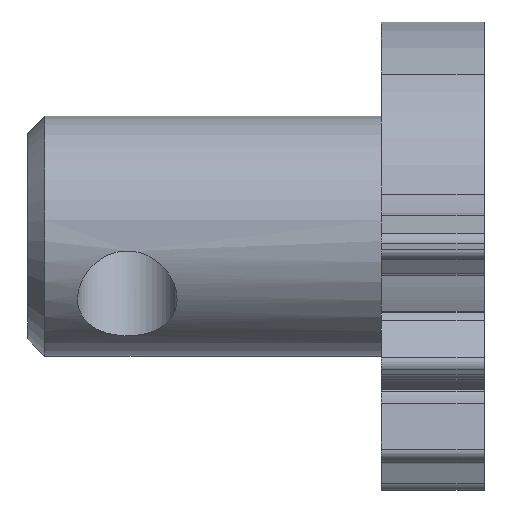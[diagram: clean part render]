
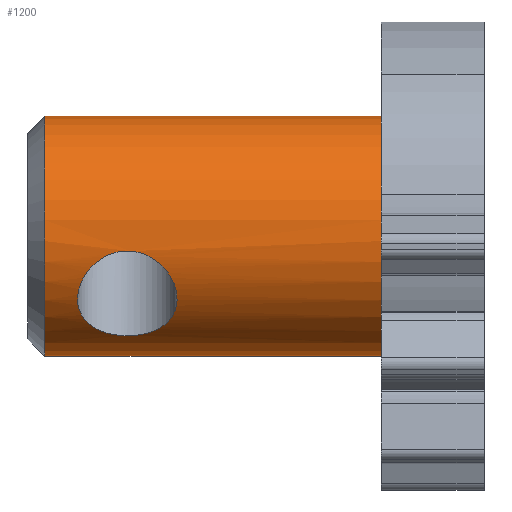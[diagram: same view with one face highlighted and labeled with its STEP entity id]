
A CAD part, top view. The second image highlights one B-rep face of the part: STEP entity #1200.
In plain terms, the highlighted cylindrical face has radius 3.5 mm (diameter 7 mm), a full revolution.
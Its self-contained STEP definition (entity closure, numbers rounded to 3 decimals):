
#47=FACE_BOUND('',#151,.T.);
#48=FACE_BOUND('',#152,.T.);
#50=B_SPLINE_CURVE_WITH_KNOTS('',3,(#1796,#1797,#1798,#1799,#1800,#1801,
#1802,#1803,#1804,#1805,#1806,#1807,#1808,#1809,#1810,#1811,#1812,#1813,
#1814,#1815,#1816,#1817,#1818,#1819,#1820,#1821,#1822,#1823,#1824,#1825,
#1826,#1827,#1828,#1829),.UNSPECIFIED.,.T.,.F.,(4,2,2,2,2,2,2,2,2,2,2,2,
2,2,2,2,4),(0.,0.055,0.111,0.166,0.221,
0.277,0.332,0.387,0.443,
0.498,0.554,0.609,0.665,
0.72,0.775,0.83,0.886),
 .UNSPECIFIED.);
#51=B_SPLINE_CURVE_WITH_KNOTS('',3,(#1831,#1832,#1833,#1834,#1835,#1836,
#1837,#1838,#1839,#1840,#1841,#1842,#1843,#1844,#1845,#1846,#1847,#1848,
#1849,#1850,#1851,#1852,#1853,#1854,#1855,#1856,#1857,#1858,#1859,#1860,
#1861,#1862,#1863,#1864),.UNSPECIFIED.,.T.,.F.,(4,2,2,2,2,2,2,2,2,2,2,2,
2,2,2,2,4),(0.,0.055,0.111,0.166,0.221,
0.277,0.332,0.387,0.443,
0.498,0.554,0.609,0.665,
0.72,0.775,0.83,0.886),
 .UNSPECIFIED.);
#52=CYLINDRICAL_SURFACE('',#1281,3.5);
#85=FACE_OUTER_BOUND('',#150,.T.);
#150=EDGE_LOOP('',(#832,#833,#834,#835));
#151=EDGE_LOOP('',(#836));
#152=EDGE_LOOP('',(#837));
#218=LINE('',#1794,#338);
#338=VECTOR('',#1419,3.5);
#457=CIRCLE('',#1279,3.5);
#459=CIRCLE('',#1282,3.5);
#520=VERTEX_POINT('',#1786);
#522=VERTEX_POINT('',#1792);
#523=VERTEX_POINT('',#1795);
#524=VERTEX_POINT('',#1830);
#643=EDGE_CURVE('',#520,#520,#457,.T.);
#646=EDGE_CURVE('',#522,#522,#459,.T.);
#647=EDGE_CURVE('',#522,#520,#218,.T.);
#648=EDGE_CURVE('',#523,#523,#50,.T.);
#649=EDGE_CURVE('',#524,#524,#51,.T.);
#832=ORIENTED_EDGE('',*,*,#646,.T.);
#833=ORIENTED_EDGE('',*,*,#647,.T.);
#834=ORIENTED_EDGE('',*,*,#643,.F.);
#835=ORIENTED_EDGE('',*,*,#647,.F.);
#836=ORIENTED_EDGE('',*,*,#648,.F.);
#837=ORIENTED_EDGE('',*,*,#649,.F.);
#1200=ADVANCED_FACE('',(#85,#47,#48),#52,.T.);
#1279=AXIS2_PLACEMENT_3D('',#1787,#1410,#1411);
#1281=AXIS2_PLACEMENT_3D('',#1791,#1415,#1416);
#1282=AXIS2_PLACEMENT_3D('',#1793,#1417,#1418);
#1410=DIRECTION('center_axis',(-1.,0.,0.));
#1411=DIRECTION('ref_axis',(0.,0.999,0.044));
#1415=DIRECTION('center_axis',(1.,0.,0.));
#1416=DIRECTION('ref_axis',(0.,0.999,0.044));
#1417=DIRECTION('center_axis',(-1.,0.,0.));
#1418=DIRECTION('ref_axis',(0.,0.999,0.044));
#1419=DIRECTION('',(-1.,0.,0.));
#1786=CARTESIAN_POINT('',(-22.5,37.126,12.532));
#1787=CARTESIAN_POINT('Origin',(-22.5,40.623,12.685));
#1791=CARTESIAN_POINT('Origin',(-20.099,40.623,12.685));
#1792=CARTESIAN_POINT('',(-12.7,37.126,12.532));
#1793=CARTESIAN_POINT('Origin',(-12.7,40.623,12.685));
#1794=CARTESIAN_POINT('',(-20.099,37.126,12.532));
#1795=CARTESIAN_POINT('',(-20.099,37.715,14.633));
#1796=CARTESIAN_POINT('Ctrl Pts',(-20.099,37.715,14.633));
#1797=CARTESIAN_POINT('Ctrl Pts',(-19.914,37.715,14.633));
#1798=CARTESIAN_POINT('Ctrl Pts',(-19.719,37.737,14.668));
#1799=CARTESIAN_POINT('Ctrl Pts',(-19.362,37.831,14.798));
#1800=CARTESIAN_POINT('Ctrl Pts',(-19.201,37.903,14.892));
#1801=CARTESIAN_POINT('Ctrl Pts',(-18.946,38.078,15.092));
#1802=CARTESIAN_POINT('Ctrl Pts',(-18.834,38.194,15.211));
#1803=CARTESIAN_POINT('Ctrl Pts',(-18.686,38.466,15.448));
#1804=CARTESIAN_POINT('Ctrl Pts',(-18.649,38.623,15.564));
#1805=CARTESIAN_POINT('Ctrl Pts',(-18.649,38.937,15.758));
#1806=CARTESIAN_POINT('Ctrl Pts',(-18.686,39.112,15.847));
#1807=CARTESIAN_POINT('Ctrl Pts',(-18.835,39.446,15.986));
#1808=CARTESIAN_POINT('Ctrl Pts',(-18.946,39.606,16.037));
#1809=CARTESIAN_POINT('Ctrl Pts',(-19.201,39.864,16.104));
#1810=CARTESIAN_POINT('Ctrl Pts',(-19.363,39.982,16.127));
#1811=CARTESIAN_POINT('Ctrl Pts',(-19.719,40.141,16.153));
#1812=CARTESIAN_POINT('Ctrl Pts',(-19.914,40.183,16.157));
#1813=CARTESIAN_POINT('Ctrl Pts',(-20.283,40.183,16.157));
#1814=CARTESIAN_POINT('Ctrl Pts',(-20.479,40.141,16.153));
#1815=CARTESIAN_POINT('Ctrl Pts',(-20.835,39.982,16.127));
#1816=CARTESIAN_POINT('Ctrl Pts',(-20.996,39.864,16.104));
#1817=CARTESIAN_POINT('Ctrl Pts',(-21.251,39.606,16.037));
#1818=CARTESIAN_POINT('Ctrl Pts',(-21.362,39.446,15.986));
#1819=CARTESIAN_POINT('Ctrl Pts',(-21.511,39.112,15.847));
#1820=CARTESIAN_POINT('Ctrl Pts',(-21.549,38.937,15.758));
#1821=CARTESIAN_POINT('Ctrl Pts',(-21.549,38.623,15.564));
#1822=CARTESIAN_POINT('Ctrl Pts',(-21.512,38.466,15.448));
#1823=CARTESIAN_POINT('Ctrl Pts',(-21.363,38.194,15.211));
#1824=CARTESIAN_POINT('Ctrl Pts',(-21.252,38.078,15.092));
#1825=CARTESIAN_POINT('Ctrl Pts',(-20.997,37.903,14.892));
#1826=CARTESIAN_POINT('Ctrl Pts',(-20.835,37.831,14.798));
#1827=CARTESIAN_POINT('Ctrl Pts',(-20.478,37.737,14.668));
#1828=CARTESIAN_POINT('Ctrl Pts',(-20.283,37.715,14.633));
#1829=CARTESIAN_POINT('Ctrl Pts',(-20.099,37.715,14.633));
#1830=CARTESIAN_POINT('',(-20.099,41.16,9.226));
#1831=CARTESIAN_POINT('Ctrl Pts',(-20.099,41.16,9.226));
#1832=CARTESIAN_POINT('Ctrl Pts',(-20.283,41.16,9.226));
#1833=CARTESIAN_POINT('Ctrl Pts',(-20.478,41.2,9.232));
#1834=CARTESIAN_POINT('Ctrl Pts',(-20.835,41.358,9.262));
#1835=CARTESIAN_POINT('Ctrl Pts',(-20.997,41.473,9.287));
#1836=CARTESIAN_POINT('Ctrl Pts',(-21.252,41.729,9.362));
#1837=CARTESIAN_POINT('Ctrl Pts',(-21.363,41.886,9.416));
#1838=CARTESIAN_POINT('Ctrl Pts',(-21.512,42.215,9.563));
#1839=CARTESIAN_POINT('Ctrl Pts',(-21.549,42.387,9.656));
#1840=CARTESIAN_POINT('Ctrl Pts',(-21.549,42.695,9.859));
#1841=CARTESIAN_POINT('Ctrl Pts',(-21.511,42.85,9.979));
#1842=CARTESIAN_POINT('Ctrl Pts',(-21.362,43.118,10.224));
#1843=CARTESIAN_POINT('Ctrl Pts',(-21.251,43.231,10.347));
#1844=CARTESIAN_POINT('Ctrl Pts',(-20.996,43.401,10.553));
#1845=CARTESIAN_POINT('Ctrl Pts',(-20.835,43.471,10.65));
#1846=CARTESIAN_POINT('Ctrl Pts',(-20.479,43.562,10.783));
#1847=CARTESIAN_POINT('Ctrl Pts',(-20.283,43.584,10.819));
#1848=CARTESIAN_POINT('Ctrl Pts',(-19.914,43.584,10.819));
#1849=CARTESIAN_POINT('Ctrl Pts',(-19.719,43.562,10.783));
#1850=CARTESIAN_POINT('Ctrl Pts',(-19.363,43.471,10.65));
#1851=CARTESIAN_POINT('Ctrl Pts',(-19.201,43.401,10.553));
#1852=CARTESIAN_POINT('Ctrl Pts',(-18.946,43.231,10.347));
#1853=CARTESIAN_POINT('Ctrl Pts',(-18.835,43.118,10.224));
#1854=CARTESIAN_POINT('Ctrl Pts',(-18.686,42.85,9.979));
#1855=CARTESIAN_POINT('Ctrl Pts',(-18.649,42.695,9.859));
#1856=CARTESIAN_POINT('Ctrl Pts',(-18.649,42.387,9.656));
#1857=CARTESIAN_POINT('Ctrl Pts',(-18.686,42.215,9.563));
#1858=CARTESIAN_POINT('Ctrl Pts',(-18.834,41.886,9.416));
#1859=CARTESIAN_POINT('Ctrl Pts',(-18.946,41.729,9.362));
#1860=CARTESIAN_POINT('Ctrl Pts',(-19.201,41.473,9.287));
#1861=CARTESIAN_POINT('Ctrl Pts',(-19.362,41.358,9.262));
#1862=CARTESIAN_POINT('Ctrl Pts',(-19.719,41.2,9.232));
#1863=CARTESIAN_POINT('Ctrl Pts',(-19.914,41.16,9.226));
#1864=CARTESIAN_POINT('Ctrl Pts',(-20.099,41.16,9.226));
